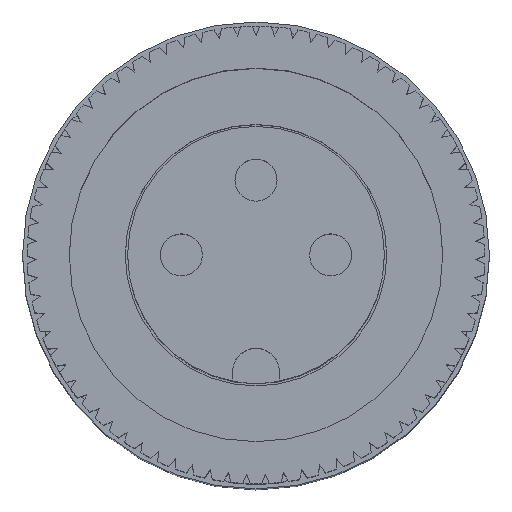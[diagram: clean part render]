
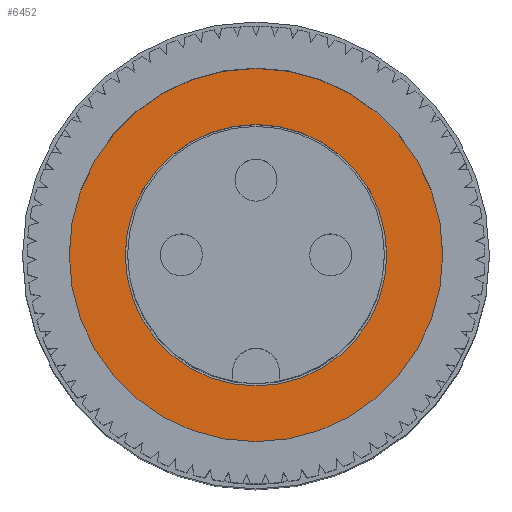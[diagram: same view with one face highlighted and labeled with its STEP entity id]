
A CAD part, top view. The second image highlights one B-rep face of the part: STEP entity #6452.
In plain terms, the highlighted planar face has unit normal (0, 0, 1).
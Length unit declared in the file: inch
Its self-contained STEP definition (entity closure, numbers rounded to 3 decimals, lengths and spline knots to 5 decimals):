
#16 = ORIENTED_EDGE ( 'NONE', *, *, #6437, .T. ) ;
#95 = CARTESIAN_POINT ( 'NONE',  ( -0.11024, 0., 0.12205 ) ) ;
#272 = CARTESIAN_POINT ( 'NONE',  ( 0., 0.15748, 0.12205 ) ) ;
#320 = DIRECTION ( 'NONE',  ( 0., 0., 1. ) ) ;
#508 = AXIS2_PLACEMENT_3D ( 'NONE', #8243, #9706, #8342 ) ;
#840 = EDGE_LOOP ( 'NONE', ( #6924, #6872 ) ) ;
#1099 = CIRCLE ( 'NONE', #5036, 0.11024 ) ;
#1621 = DIRECTION ( 'NONE',  ( 0., 0., -1. ) ) ;
#1774 = DIRECTION ( 'NONE',  ( -1., 0., 0. ) ) ;
#1947 = CARTESIAN_POINT ( 'NONE',  ( 0., 0., 0.12205 ) ) ;
#2368 = EDGE_CURVE ( 'NONE', #2572, #7685, #8136, .T. ) ;
#2572 = VERTEX_POINT ( 'NONE', #9144 ) ;
#3142 = DIRECTION ( 'NONE',  ( -1., 0., 0. ) ) ;
#3312 = CIRCLE ( 'NONE', #8826, 0.11024 ) ;
#3858 = VERTEX_POINT ( 'NONE', #4653 ) ;
#3959 = CIRCLE ( 'NONE', #508, 0.15748 ) ;
#4146 = FACE_OUTER_BOUND ( 'NONE', #840, .T. ) ;
#4163 = DIRECTION ( 'NONE',  ( 0., 0., 1. ) ) ;
#4562 = CARTESIAN_POINT ( 'NONE',  ( 0., 0., 0.12205 ) ) ;
#4653 = CARTESIAN_POINT ( 'NONE',  ( 0.11024, 0., 0.12205 ) ) ;
#5036 = AXIS2_PLACEMENT_3D ( 'NONE', #1947, #7024, #7811 ) ;
#5905 = VERTEX_POINT ( 'NONE', #95 ) ;
#6232 = DIRECTION ( 'NONE',  ( 1., 0., 0. ) ) ;
#6437 = EDGE_CURVE ( 'NONE', #3858, #5905, #1099, .T. ) ;
#6452 = ADVANCED_FACE ( 'NONE', ( #4146, #9231 ), #9424, .T. ) ;
#6466 = ORIENTED_EDGE ( 'NONE', *, *, #8522, .T. ) ;
#6872 = ORIENTED_EDGE ( 'NONE', *, *, #9426, .T. ) ;
#6924 = ORIENTED_EDGE ( 'NONE', *, *, #2368, .T. ) ;
#7010 = CARTESIAN_POINT ( 'NONE',  ( 0.15748, 0., 0.12205 ) ) ;
#7024 = DIRECTION ( 'NONE',  ( 0., 0., -1. ) ) ;
#7133 = CARTESIAN_POINT ( 'NONE',  ( 0., 0., 0.12205 ) ) ;
#7667 = AXIS2_PLACEMENT_3D ( 'NONE', #7133, #4163, #1774 ) ;
#7685 = VERTEX_POINT ( 'NONE', #7010 ) ;
#7811 = DIRECTION ( 'NONE',  ( -1., 0., 0. ) ) ;
#7869 = AXIS2_PLACEMENT_3D ( 'NONE', #272, #320, #6232 ) ;
#8136 = CIRCLE ( 'NONE', #7667, 0.15748 ) ;
#8243 = CARTESIAN_POINT ( 'NONE',  ( 0., 0., 0.12205 ) ) ;
#8287 = EDGE_LOOP ( 'NONE', ( #6466, #16 ) ) ;
#8342 = DIRECTION ( 'NONE',  ( -1., 0., 0. ) ) ;
#8522 = EDGE_CURVE ( 'NONE', #5905, #3858, #3312, .T. ) ;
#8826 = AXIS2_PLACEMENT_3D ( 'NONE', #4562, #1621, #3142 ) ;
#9144 = CARTESIAN_POINT ( 'NONE',  ( -0.15748, 0., 0.12205 ) ) ;
#9231 = FACE_BOUND ( 'NONE', #8287, .T. ) ;
#9424 = PLANE ( 'NONE',  #7869 ) ;
#9426 = EDGE_CURVE ( 'NONE', #7685, #2572, #3959, .T. ) ;
#9706 = DIRECTION ( 'NONE',  ( 0., 0., 1. ) ) ;
